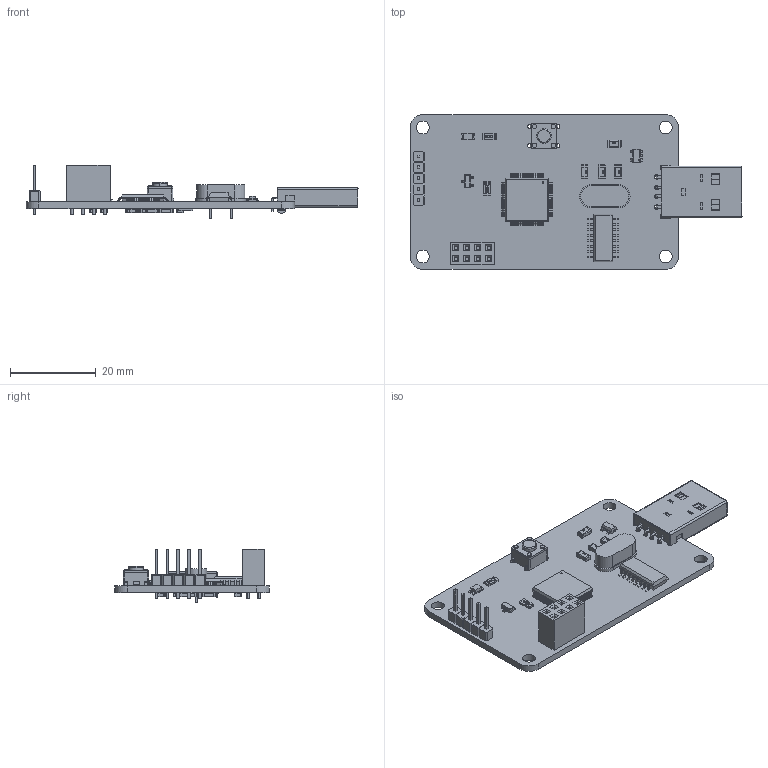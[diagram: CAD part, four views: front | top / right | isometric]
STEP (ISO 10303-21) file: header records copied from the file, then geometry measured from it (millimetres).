
FILE_DESCRIPTION(('Open CASCADE Model'),'2;1');
FILE_NAME('Open CASCADE Shape Model','2021-05-27T23:06:32',('Author'),( 'Open CASCADE'),'Open CASCADE STEP processor 6.8','Open CASCADE 6.8' ,'Unknown');
FILE_SCHEMA(('AUTOMOTIVE_DESIGN { 1 0 10303 214 1 1 1 1 }'));
Length unit declared in the file: millimetre
Products named in the file (50): PCB; Board; DD2; LQFP64-10x10mm; 6984936768; Extruded; C13; SW3dPS-1206_SMD_Capacitor; BQ1; XTAL_HC49S_MTC; XP1; 48037-0001; Open CASCADE STEP translator 6.8 1.5.1.1; Open CASCADE STEP translator 6.8 1.5.1.2; XS1; PBD-8; XP2; PLS-5; PLS-1; îñíîâàíèå; ïðÿìîé_øòûðü; VT1; 6494816768; Body; Open_CASCADE_STEP_translator_6.8_8.1.1; Leader; VD1; User_Library-FYLS-1206; SB1; êíîïêà_òàêòîâàÿ_6õ6õ1; R3; chip_1206_r; R2; R1; DD1; 6494256192; DA1; SOT-23-5_M5_MCH; C12; C11 ...
Assembly tree (72 placements, depth 5):
  PCB
    Board
    DD2
      LQFP64-10x10mm
      6984936768
        Extruded
    C13
      SW3dPS-1206_SMD_Capacitor
    BQ1
      XTAL_HC49S_MTC
      6984936768
        Extruded
    XP1
      48037-0001
        Open CASCADE STEP translator 6.8 1.5.1.1
        Open CASCADE STEP translator 6.8 1.5.1.2
    XS1
      PBD-8
    XP2
      PLS-5
        PLS-1  x6
          îñíîâàíèå
          ïðÿìîé_øòûðü
    VT1
      6494816768
        Body
          Open_CASCADE_STEP_translator_6.8_8.1.1
        Leader  x3
    VD1
      User_Library-FYLS-1206
    SB1
      êíîïêà_òàêòîâàÿ_6õ6õ1
    R3
      chip_1206_r
    R2
      chip_1206_r
    R1
      chip_1206_r
    DD1
      6494256192
    DA1
      SOT-23-5_M5_MCH
      6984936768
        Extruded
    C12
      SW3dPS-1206_SMD_Capacitor
    C11
      SW3dPS-1206_SMD_Capacitor
    C10
      SW3dPS-1206_SMD_Capacitor
    C9
      SW3dPS-1206_SMD_Capacitor
    C8
      SW3dPS-1206_SMD_Capacitor
    C7
      SW3dPS-1206_SMD_Capacitor
    C6
      SW3dPS-1206_SMD_Capacitor
    C5
      SW3dPS-1206_SMD_Capacitor
Bounding box: 77.24 x 36 x 12.53 mm (x, y, z)
Volume: 5405.7 mm3; surface area: 9354.6 mm2
Topology: 154 solids, 154 shells, 3832 faces, 9250 edges, 5698 vertices
Faces by surface type: plane 2259, cylinder 871, bspline 580, sphere 112, cone 8, torus 2
Full cylindrical faces by diameter (mm): 0.088 x1, 0.4 x1, 0.483 x2, 0.8 x2, 1 x21, 1.25 x2, 3 x4
Entity records: 81419 total; most frequent: CARTESIAN_POINT 16489, ORIENTED_EDGE 10900, DIRECTION 10836, EDGE_CURVE 5450, LINE 4162, VECTOR 4162, VERTEX_POINT 3458, AXIS2_PLACEMENT_3D 3337
